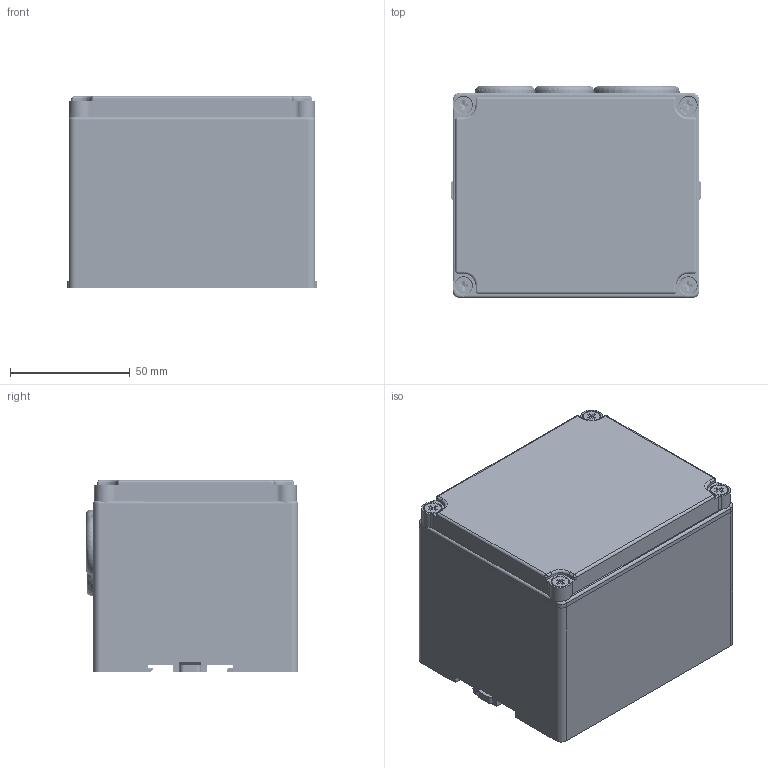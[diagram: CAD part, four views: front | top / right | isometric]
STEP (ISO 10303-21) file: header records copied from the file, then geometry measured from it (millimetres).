
FILE_DESCRIPTION(/* description */ (''),/* implementation_level */ '2;1');
FILE_NAME(/* name */ '',/* time_stamp */ '2023-02-23T18:13:48+08:00',/* author */ (''),/* organization */ (''),/* preprocessor_version */ 'ST-DEVELOPER v14',/* originating_system */ 'SIEMENS PLM Software NX 8.0',/* authorisation */ '');
FILE_SCHEMA (('AUTOMOTIVE_DESIGN { 1 0 10303 214 3 1 1 1 }'));
Products named in the file (1): Admi16AC479Bikn9
Bounding box: 104.4 x 88.51 x 80 mm (x, y, z)
Volume: 308830.9 mm3; surface area: 119117.5 mm2
Topology: 8 solids, 9 shells, 2412 faces, 6678 edges, 4420 vertices
Faces by surface type: plane 1958, cylinder 387, cone 24, bspline 21, torus 14, sphere 8
Full cylindrical faces by diameter (mm): 1.168 x54, 1.178 x18, 3 x1, 3.2 x1, 4.2 x4, 5 x4, 6 x4, 7.1 x4, 18 x2, 29 x1
Entity records: 130816 total; most frequent: CARTESIAN_POINT 71782, ORIENTED_EDGE 13070, DIRECTION 10309, EDGE_CURVE 6535, VERTEX_POINT 4392, LINE 3785, VECTOR 3785, AXIS2_PLACEMENT_3D 3262
